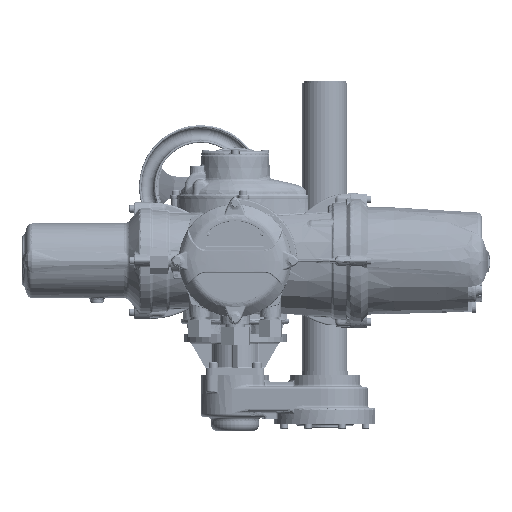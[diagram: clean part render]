
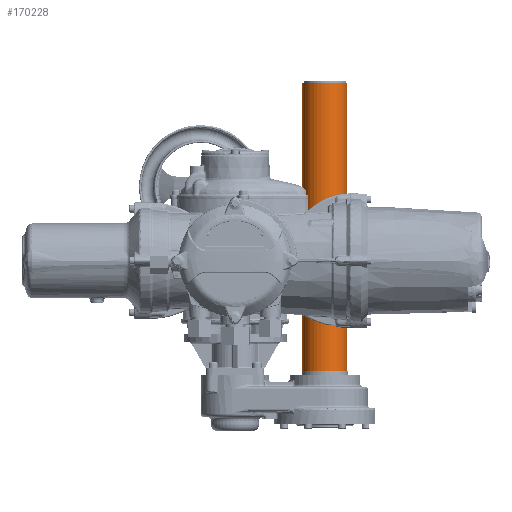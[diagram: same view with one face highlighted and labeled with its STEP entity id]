
A CAD part, front view. The second image highlights one B-rep face of the part: STEP entity #170228.
In plain terms, the highlighted cylindrical face has radius 38.05 mm (diameter 76.1 mm), a full revolution.
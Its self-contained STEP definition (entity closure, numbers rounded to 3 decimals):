
#12578=CYLINDRICAL_SURFACE('',#178371,38.05);
#23285=ORIENTED_EDGE('',*,*,#59899,.F.);
#23286=ORIENTED_EDGE('',*,*,#59900,.T.);
#59899=EDGE_CURVE('',#78235,#78235,#89729,.F.);
#59900=EDGE_CURVE('',#78236,#78236,#89730,.T.);
#78235=VERTEX_POINT('',#219847);
#78236=VERTEX_POINT('',#219849);
#89729=CIRCLE('',#178372,38.05);
#89730=CIRCLE('',#178373,38.05);
#95887=EDGE_LOOP('',(#23285));
#95888=EDGE_LOOP('',(#23286));
#104777=FACE_BOUND('',#95887,.T.);
#104778=FACE_BOUND('',#95888,.T.);
#170228=ADVANCED_FACE('',(#104777,#104778),#12578,.T.);
#178371=AXIS2_PLACEMENT_3D('',#219845,#190404,#190405);
#178372=AXIS2_PLACEMENT_3D('',#219846,#190406,#190407);
#178373=AXIS2_PLACEMENT_3D('',#219848,#190408,#190409);
#190404=DIRECTION('',(0.,0.,-1.));
#190405=DIRECTION('',(-1.,0.,0.));
#190406=DIRECTION('',(0.,0.,1.));
#190407=DIRECTION('',(1.,0.,0.));
#190408=DIRECTION('',(0.,0.,-1.));
#190409=DIRECTION('',(1.,0.,0.));
#219845=CARTESIAN_POINT('',(0.,0.,215.));
#219846=CARTESIAN_POINT('',(0.,0.,-281.75));
#219847=CARTESIAN_POINT('',(38.05,0.,-281.75));
#219848=CARTESIAN_POINT('',(0.,0.,215.));
#219849=CARTESIAN_POINT('',(38.05,0.,215.));
